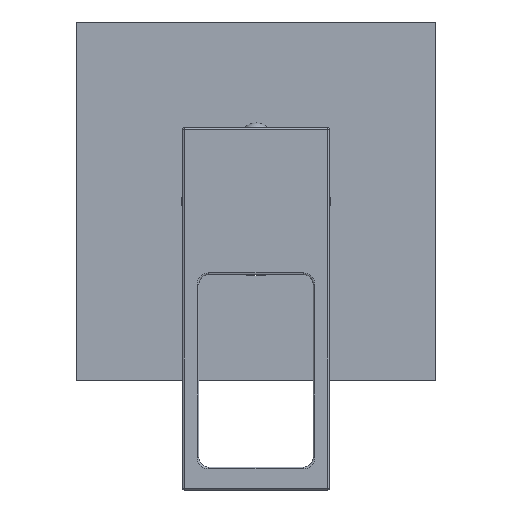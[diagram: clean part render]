
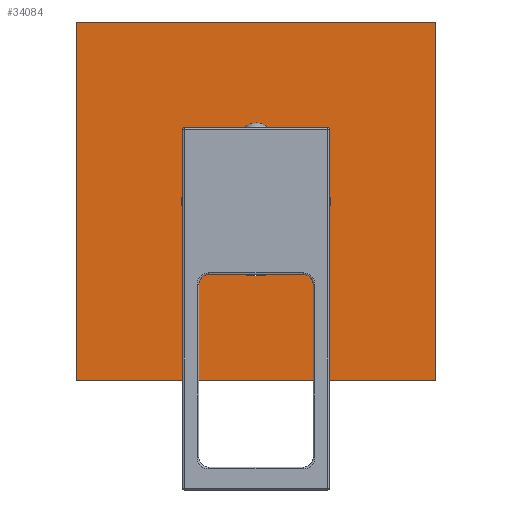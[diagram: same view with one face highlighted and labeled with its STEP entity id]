
A CAD part, top view. The second image highlights one B-rep face of the part: STEP entity #34084.
In plain terms, the highlighted planar face has unit normal (0, 0, 1).
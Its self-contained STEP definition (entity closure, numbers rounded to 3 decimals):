
#33896=DIRECTION('',(0.,1.,0.));
#33897=VECTOR('',#33896,110.);
#33898=CARTESIAN_POINT('',(55.,-55.,46.5));
#33899=LINE('',#33898,#33897);
#33900=DIRECTION('',(1.,0.,0.));
#33901=VECTOR('',#33900,110.);
#33902=CARTESIAN_POINT('',(-55.,-55.,46.5));
#33903=LINE('',#33902,#33901);
#33904=DIRECTION('',(0.,-1.,0.));
#33905=VECTOR('',#33904,110.);
#33906=CARTESIAN_POINT('',(-55.,55.,46.5));
#33907=LINE('',#33906,#33905);
#33908=DIRECTION('',(-1.,0.,0.));
#33909=VECTOR('',#33908,110.);
#33910=CARTESIAN_POINT('',(55.,55.,46.5));
#33911=LINE('',#33910,#33909);
#33912=CARTESIAN_POINT('',(0.,0.,46.5));
#33913=DIRECTION('',(0.,0.,-1.));
#33914=DIRECTION('',(-1.,0.,0.));
#33915=AXIS2_PLACEMENT_3D('',#33912,#33913,#33914);
#33917=CARTESIAN_POINT('',(0.,0.,46.5));
#33918=DIRECTION('',(0.,0.,-1.));
#33919=DIRECTION('',(1.,0.,0.));
#33920=AXIS2_PLACEMENT_3D('',#33917,#33918,#33919);
#33942=CARTESIAN_POINT('',(-22.8,0.,46.5));
#33943=CARTESIAN_POINT('',(22.8,0.,46.5));
#33944=VERTEX_POINT('',#33942);
#33945=VERTEX_POINT('',#33943);
#33946=CARTESIAN_POINT('',(55.,-55.,46.5));
#33947=CARTESIAN_POINT('',(55.,55.,46.5));
#33948=VERTEX_POINT('',#33946);
#33949=VERTEX_POINT('',#33947);
#33950=CARTESIAN_POINT('',(-55.,55.,46.5));
#33951=VERTEX_POINT('',#33950);
#33952=CARTESIAN_POINT('',(-55.,-55.,46.5));
#33953=VERTEX_POINT('',#33952);
#34067=CARTESIAN_POINT('',(0.,0.,46.5));
#34068=DIRECTION('',(0.,0.,1.));
#34069=DIRECTION('',(-1.,0.,0.));
#34070=AXIS2_PLACEMENT_3D('',#34067,#34068,#34069);
#34071=PLANE('',#34070);
#34072=ORIENTED_EDGE('',*,*,#33991,.F.);
#34073=ORIENTED_EDGE('',*,*,#34013,.F.);
#34074=ORIENTED_EDGE('',*,*,#34034,.F.);
#34075=ORIENTED_EDGE('',*,*,#34054,.F.);
#34076=EDGE_LOOP('',(#34072,#34073,#34074,#34075));
#34077=FACE_OUTER_BOUND('',#34076,.F.);
#34079=ORIENTED_EDGE('',*,*,#34078,.F.);
#34081=ORIENTED_EDGE('',*,*,#34080,.F.);
#34082=EDGE_LOOP('',(#34079,#34081));
#34083=FACE_BOUND('',#34082,.F.);
#34084=ADVANCED_FACE('',(#34077,#34083),#34071,.T.);
#33916=CIRCLE('',#33915,22.8);
#33921=CIRCLE('',#33920,22.8);
#33991=EDGE_CURVE('',#33948,#33949,#33899,.T.);
#34013=EDGE_CURVE('',#33953,#33948,#33903,.T.);
#34034=EDGE_CURVE('',#33951,#33953,#33907,.T.);
#34054=EDGE_CURVE('',#33949,#33951,#33911,.T.);
#34078=EDGE_CURVE('',#33944,#33945,#33916,.T.);
#34080=EDGE_CURVE('',#33945,#33944,#33921,.T.);
